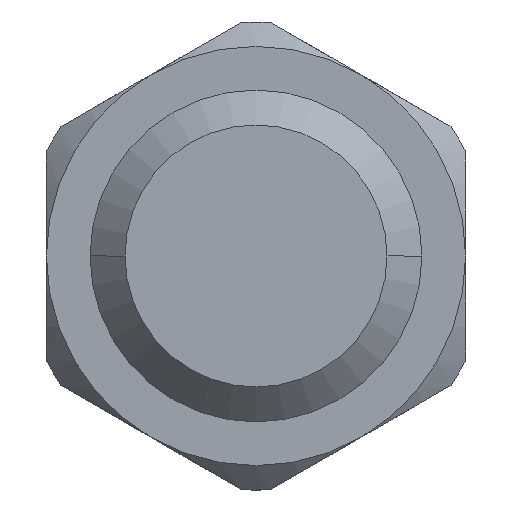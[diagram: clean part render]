
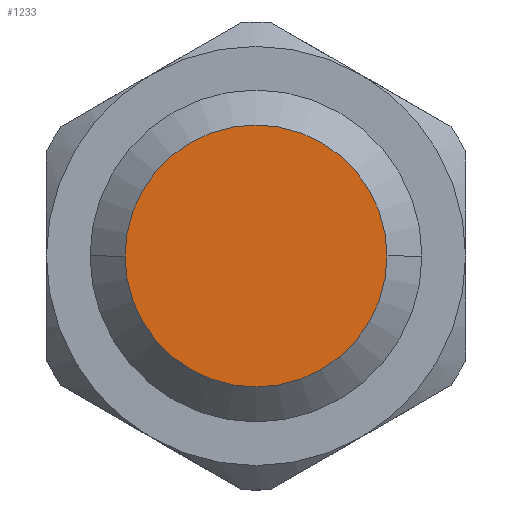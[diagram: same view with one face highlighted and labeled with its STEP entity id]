
A CAD part, left-side view. The second image highlights one B-rep face of the part: STEP entity #1233.
In plain terms, the highlighted planar face has unit normal (-1, 0, 0).
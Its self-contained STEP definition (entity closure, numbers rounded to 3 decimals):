
#23 = EDGE_LOOP ( 'NONE', ( #881, #1133 ) ) ;
#216 = CARTESIAN_POINT ( 'NONE',  ( 0., 0., 0. ) ) ;
#222 = AXIS2_PLACEMENT_3D ( 'NONE', #716, #297, #1497 ) ;
#293 = FACE_OUTER_BOUND ( 'NONE', #23, .T. ) ;
#297 = DIRECTION ( 'NONE',  ( 1., 0., 0. ) ) ;
#484 = EDGE_CURVE ( 'NONE', #1563, #591, #644, .T. ) ;
#591 = VERTEX_POINT ( 'NONE', #1194 ) ;
#615 = EDGE_CURVE ( 'NONE', #591, #1563, #1178, .T. ) ;
#634 = DIRECTION ( 'NONE',  ( 0., 1., 0. ) ) ;
#644 = CIRCLE ( 'NONE', #653, 3.75 ) ;
#653 = AXIS2_PLACEMENT_3D ( 'NONE', #216, #1175, #634 ) ;
#716 = CARTESIAN_POINT ( 'NONE',  ( 0., 0., 0. ) ) ;
#881 = ORIENTED_EDGE ( 'NONE', *, *, #484, .T. ) ;
#1052 = CARTESIAN_POINT ( 'NONE',  ( 0., 0., 0. ) ) ;
#1124 = CARTESIAN_POINT ( 'NONE',  ( 0., 3.75, 0. ) ) ;
#1133 = ORIENTED_EDGE ( 'NONE', *, *, #615, .T. ) ;
#1175 = DIRECTION ( 'NONE',  ( -1., 0., 0. ) ) ;
#1178 = CIRCLE ( 'NONE', #1184, 3.75 ) ;
#1184 = AXIS2_PLACEMENT_3D ( 'NONE', #1052, #1186, #1585 ) ;
#1186 = DIRECTION ( 'NONE',  ( -1., 0., 0. ) ) ;
#1194 = CARTESIAN_POINT ( 'NONE',  ( 0., -3.75, 0. ) ) ;
#1233 = ADVANCED_FACE ( 'NONE', ( #293 ), #1351, .F. ) ;
#1351 = PLANE ( 'NONE',  #222 ) ;
#1497 = DIRECTION ( 'NONE',  ( 0., 1., 0. ) ) ;
#1563 = VERTEX_POINT ( 'NONE', #1124 ) ;
#1585 = DIRECTION ( 'NONE',  ( 0., 1., 0. ) ) ;
